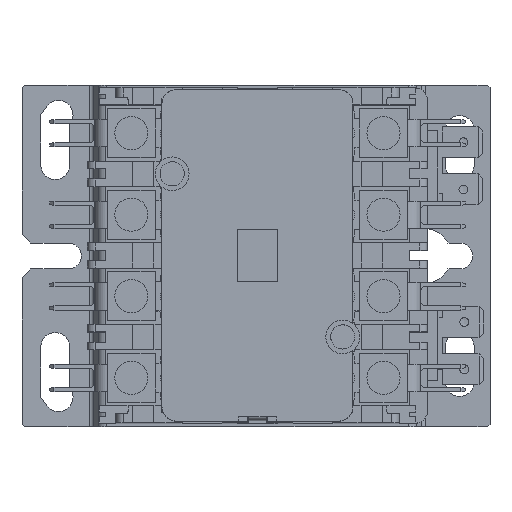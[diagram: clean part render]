
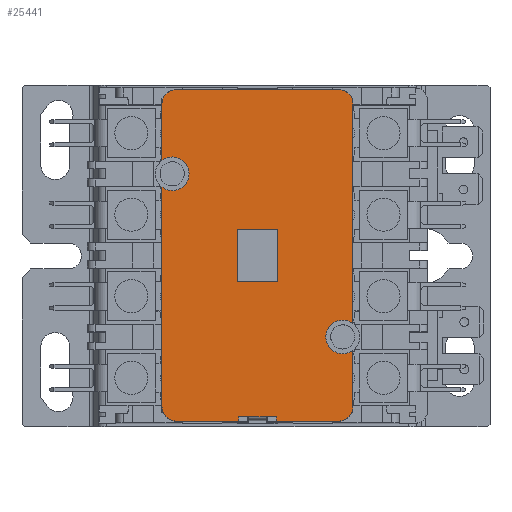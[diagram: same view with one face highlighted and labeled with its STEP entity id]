
A CAD part, top view. The second image highlights one B-rep face of the part: STEP entity #25441.
In plain terms, the highlighted planar face has unit normal (0, 0, 1).
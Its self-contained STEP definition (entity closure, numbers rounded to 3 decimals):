
#95=FACE_BOUND($,#2547,.T.);
#96=FACE_BOUND($,#2548,.T.);
#2547=EDGE_LOOP($,(#18631,#18632,#18633,#18634));
#2548=EDGE_LOOP($,(#18635,#18636,#18637,#18638,#18639,#18640,#18641,#18642,
#18643,#18644,#18645,#18646,#18647,#18648,#18649,#18650));
#3585=CIRCLE($,#26646,3.);
#3589=CIRCLE($,#26660,3.);
#3645=CIRCLE($,#26968,3.45);
#3646=CIRCLE($,#26969,3.);
#3647=CIRCLE($,#26970,3.);
#3648=CIRCLE($,#26971,3.45);
#3867=LINE($,#34264,#6762);
#3913=LINE($,#34360,#6808);
#3959=LINE($,#34471,#6854);
#3978=LINE($,#34512,#6873);
#4814=LINE($,#39475,#7709);
#5436=LINE($,#40816,#8331);
#5438=LINE($,#40820,#8333);
#5440=LINE($,#40823,#8335);
#5441=LINE($,#40825,#8336);
#5442=LINE($,#40830,#8337);
#5443=LINE($,#40832,#8338);
#5444=LINE($,#40834,#8339);
#5445=LINE($,#40836,#8340);
#5446=LINE($,#40838,#8341);
#6762=VECTOR($,#27961,11.513);
#6808=VECTOR($,#28017,44.913);
#6854=VECTOR($,#28093,44.913);
#6873=VECTOR($,#28118,11.513);
#7709=VECTOR($,#29726,10.5);
#8331=VECTOR($,#30978,8.3);
#8333=VECTOR($,#30982,8.3);
#8335=VECTOR($,#30986,10.5);
#8336=VECTOR($,#30989,33.1);
#8337=VECTOR($,#30994,12.7);
#8338=VECTOR($,#30995,0.9);
#8339=VECTOR($,#30996,7.7);
#8340=VECTOR($,#30997,0.9);
#8341=VECTOR($,#30998,12.7);
#9659=VERTEX_POINT($,#34261);
#9660=VERTEX_POINT($,#34263);
#9704=VERTEX_POINT($,#34357);
#9705=VERTEX_POINT($,#34359);
#9754=VERTEX_POINT($,#34468);
#9755=VERTEX_POINT($,#34470);
#9773=VERTEX_POINT($,#34509);
#9774=VERTEX_POINT($,#34511);
#10612=VERTEX_POINT($,#39458);
#10616=VERTEX_POINT($,#39472);
#10617=VERTEX_POINT($,#39474);
#10627=VERTEX_POINT($,#39509);
#11021=VERTEX_POINT($,#40815);
#11022=VERTEX_POINT($,#40819);
#11023=VERTEX_POINT($,#40827);
#11024=VERTEX_POINT($,#40829);
#11025=VERTEX_POINT($,#40831);
#11026=VERTEX_POINT($,#40833);
#11027=VERTEX_POINT($,#40835);
#11028=VERTEX_POINT($,#40837);
#11934=EDGE_CURVE($,#9659,#9660,#3867,.T.);
#11982=EDGE_CURVE($,#9704,#9705,#3913,.T.);
#12035=EDGE_CURVE($,#9754,#9755,#3959,.T.);
#12055=EDGE_CURVE($,#9773,#9774,#3978,.T.);
#13166=EDGE_CURVE($,#10612,#9704,#3585,.T.);
#13173=EDGE_CURVE($,#10617,#10616,#4814,.T.);
#13191=EDGE_CURVE($,#9660,#10627,#3589,.T.);
#13854=EDGE_CURVE($,#11021,#10617,#5436,.T.);
#13856=EDGE_CURVE($,#10616,#11022,#5438,.T.);
#13858=EDGE_CURVE($,#11022,#11021,#5440,.T.);
#13859=EDGE_CURVE($,#10627,#10612,#5441,.T.);
#13860=EDGE_CURVE($,#9755,#9659,#3645,.T.);
#13861=EDGE_CURVE($,#11023,#9754,#3646,.T.);
#13862=EDGE_CURVE($,#11024,#11023,#5442,.T.);
#13863=EDGE_CURVE($,#11025,#11024,#5443,.T.);
#13864=EDGE_CURVE($,#11026,#11025,#5444,.T.);
#13865=EDGE_CURVE($,#11027,#11026,#5445,.T.);
#13866=EDGE_CURVE($,#11028,#11027,#5446,.T.);
#13867=EDGE_CURVE($,#9774,#11028,#3647,.T.);
#13868=EDGE_CURVE($,#9705,#9773,#3648,.T.);
#18631=ORIENTED_EDGE($,*,*,#13856,.T.);
#18632=ORIENTED_EDGE($,*,*,#13858,.T.);
#18633=ORIENTED_EDGE($,*,*,#13854,.T.);
#18634=ORIENTED_EDGE($,*,*,#13173,.T.);
#18635=ORIENTED_EDGE($,*,*,#13166,.F.);
#18636=ORIENTED_EDGE($,*,*,#13859,.F.);
#18637=ORIENTED_EDGE($,*,*,#13191,.F.);
#18638=ORIENTED_EDGE($,*,*,#11934,.F.);
#18639=ORIENTED_EDGE($,*,*,#13860,.F.);
#18640=ORIENTED_EDGE($,*,*,#12035,.F.);
#18641=ORIENTED_EDGE($,*,*,#13861,.F.);
#18642=ORIENTED_EDGE($,*,*,#13862,.F.);
#18643=ORIENTED_EDGE($,*,*,#13863,.F.);
#18644=ORIENTED_EDGE($,*,*,#13864,.F.);
#18645=ORIENTED_EDGE($,*,*,#13865,.F.);
#18646=ORIENTED_EDGE($,*,*,#13866,.F.);
#18647=ORIENTED_EDGE($,*,*,#13867,.F.);
#18648=ORIENTED_EDGE($,*,*,#12055,.F.);
#18649=ORIENTED_EDGE($,*,*,#13868,.F.);
#18650=ORIENTED_EDGE($,*,*,#11982,.F.);
#22975=PLANE($,#26967);
#25441=ADVANCED_FACE($,(#95,#96),#22975,.F.);
#26646=AXIS2_PLACEMENT_3D($,#39460,#29712,#29713);
#26660=AXIS2_PLACEMENT_3D($,#39510,#29761,#29762);
#26967=AXIS2_PLACEMENT_3D($,#40824,#30987,#30988);
#26968=AXIS2_PLACEMENT_3D($,#40826,#30990,#30991);
#26969=AXIS2_PLACEMENT_3D($,#40828,#30992,#30993);
#26970=AXIS2_PLACEMENT_3D($,#40839,#30999,#31000);
#26971=AXIS2_PLACEMENT_3D($,#40840,#31001,#31002);
#27961=DIRECTION($,(0.,1.,0.));
#28017=DIRECTION($,(0.,-1.,0.));
#28093=DIRECTION($,(0.,1.,0.));
#28118=DIRECTION($,(0.,-1.,0.));
#29712=DIRECTION('center_axis',(0.,0.,
-1.));
#29713=DIRECTION('ref_axis',(0.707,0.707,0.));
#29726=DIRECTION($,(0.,1.,0.));
#29761=DIRECTION('center_axis',(0.,0.,
-1.));
#29762=DIRECTION('ref_axis',(-0.707,0.707,0.));
#30978=DIRECTION($,(-1.,0.,0.));
#30982=DIRECTION($,(1.,0.,0.));
#30986=DIRECTION($,(0.,-1.,0.));
#30987=DIRECTION('center_axis',(0.,0.,
-1.));
#30988=DIRECTION('ref_axis',(0.,1.,0.));
#30989=DIRECTION($,(1.,0.,0.));
#30990=DIRECTION('center_axis',(0.,0.,
1.));
#30991=DIRECTION('ref_axis',(0.,1.,0.));
#30992=DIRECTION('center_axis',(0.,0.,
-1.));
#30993=DIRECTION('ref_axis',(-0.707,-0.707,0.));
#30994=DIRECTION($,(-1.,0.,0.));
#30995=DIRECTION($,(0.,-1.,0.));
#30996=DIRECTION($,(-1.,0.,0.));
#30997=DIRECTION($,(0.,1.,0.));
#30998=DIRECTION($,(-1.,0.,0.));
#30999=DIRECTION('center_axis',(0.,0.,
-1.));
#31000=DIRECTION('ref_axis',(0.707,-0.707,0.));
#31001=DIRECTION('center_axis',(0.,0.,
1.));
#31002=DIRECTION('ref_axis',(0.,1.,0.));
#34261=CARTESIAN_POINT('',(-19.55,19.437,77.508));
#34263=CARTESIAN_POINT('',(-19.55,30.95,77.508));
#34264=CARTESIAN_POINT($,(-19.55,29.606,77.508));
#34357=CARTESIAN_POINT('',(19.55,30.95,77.508));
#34359=CARTESIAN_POINT('',(19.55,-13.963,77.508));
#34360=CARTESIAN_POINT($,(19.55,-4.344,77.508));
#34468=CARTESIAN_POINT('',(-19.55,-30.95,77.508));
#34470=CARTESIAN_POINT('',(-19.55,13.963,77.508));
#34471=CARTESIAN_POINT($,(-19.55,29.606,77.508));
#34509=CARTESIAN_POINT('',(19.55,-19.437,77.508));
#34511=CARTESIAN_POINT('',(19.55,-30.95,77.508));
#34512=CARTESIAN_POINT($,(19.55,-4.344,77.508));
#39458=CARTESIAN_POINT('',(16.55,33.95,77.508));
#39460=CARTESIAN_POINT('Origin',(16.55,30.95,77.508));
#39472=CARTESIAN_POINT('',(-4.15,5.25,77.508));
#39474=CARTESIAN_POINT('',(-4.15,-5.25,77.508));
#39475=CARTESIAN_POINT($,(-4.15,13.431,77.508));
#39509=CARTESIAN_POINT('',(-16.55,33.95,77.508));
#39510=CARTESIAN_POINT('Origin',(-16.55,30.95,77.508));
#40815=CARTESIAN_POINT('',(4.15,-5.25,77.508));
#40816=CARTESIAN_POINT($,(-7.7,-5.25,77.508));
#40819=CARTESIAN_POINT('',(4.15,5.25,77.508));
#40820=CARTESIAN_POINT($,(-11.85,5.25,77.508));
#40823=CARTESIAN_POINT($,(4.15,11.831,77.508));
#40824=CARTESIAN_POINT('Origin',(-19.55,25.263,77.508));
#40825=CARTESIAN_POINT($,(0.,33.95,77.508));
#40826=CARTESIAN_POINT('Origin',(-17.45,16.7,77.508));
#40827=CARTESIAN_POINT('',(-16.55,-33.95,77.508));
#40828=CARTESIAN_POINT('Origin',(-16.55,-30.95,77.508));
#40829=CARTESIAN_POINT('',(-3.85,-33.95,77.508));
#40830=CARTESIAN_POINT($,(-19.55,-33.95,77.508));
#40831=CARTESIAN_POINT('',(-3.85,-33.05,77.508));
#40832=CARTESIAN_POINT($,(-3.85,-4.344,77.508));
#40833=CARTESIAN_POINT('',(3.85,-33.05,77.508));
#40834=CARTESIAN_POINT($,(-11.7,-33.05,77.508));
#40835=CARTESIAN_POINT('',(3.85,-33.95,77.508));
#40836=CARTESIAN_POINT($,(3.85,-3.894,77.508));
#40837=CARTESIAN_POINT('',(16.55,-33.95,77.508));
#40838=CARTESIAN_POINT($,(-19.55,-33.95,77.508));
#40839=CARTESIAN_POINT('Origin',(16.55,-30.95,77.508));
#40840=CARTESIAN_POINT('Origin',(17.45,-16.7,77.508));
